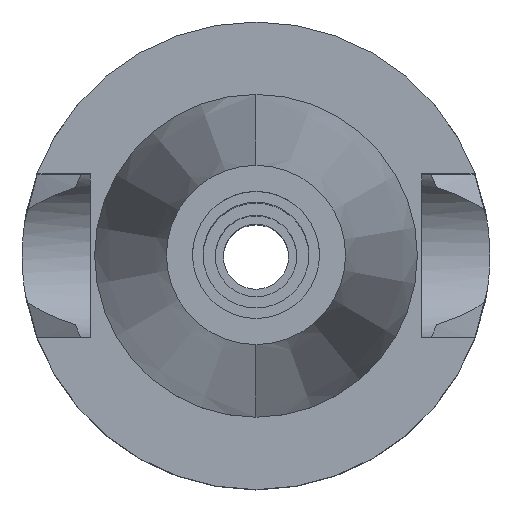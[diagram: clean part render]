
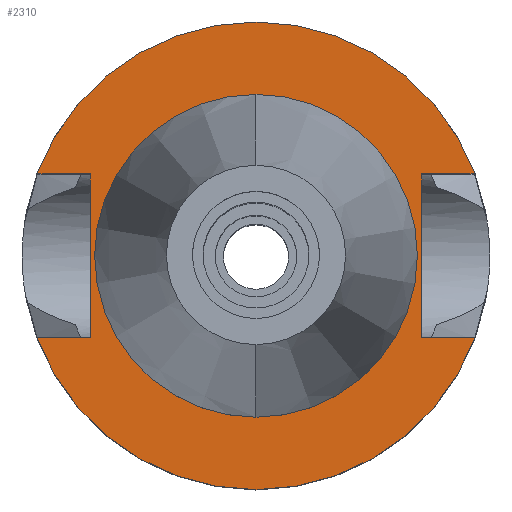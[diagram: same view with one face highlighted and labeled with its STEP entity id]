
A CAD part, top view. The second image highlights one B-rep face of the part: STEP entity #2310.
In plain terms, the highlighted planar face has unit normal (0, 0, 1).
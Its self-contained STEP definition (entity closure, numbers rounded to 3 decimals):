
#34 = ORIENTED_EDGE ( 'NONE', *, *, #1670, .F. ) ;
#63 = ORIENTED_EDGE ( 'NONE', *, *, #2425, .F. ) ;
#180 = EDGE_LOOP ( 'NONE', ( #2343, #1645 ) ) ;
#229 = CARTESIAN_POINT ( 'NONE',  ( 0., 0., -1. ) ) ;
#246 = CARTESIAN_POINT ( 'NONE',  ( 21.545, -8.05, -1. ) ) ;
#265 = DIRECTION ( 'NONE',  ( 0., 1., 0. ) ) ;
#272 = CARTESIAN_POINT ( 'NONE',  ( -16.3, 8.05, -1. ) ) ;
#355 = VERTEX_POINT ( 'NONE', #246 ) ;
#362 = VERTEX_POINT ( 'NONE', #2840 ) ;
#440 = PLANE ( 'NONE',  #2752 ) ;
#450 = VERTEX_POINT ( 'NONE', #3079 ) ;
#454 = AXIS2_PLACEMENT_3D ( 'NONE', #229, #2134, #2882 ) ;
#492 = EDGE_CURVE ( 'NONE', #1547, #792, #1159, .T. ) ;
#547 = ORIENTED_EDGE ( 'NONE', *, *, #1569, .F. ) ;
#569 = DIRECTION ( 'NONE',  ( 1., 0., 0. ) ) ;
#600 = AXIS2_PLACEMENT_3D ( 'NONE', #1062, #2785, #3027 ) ;
#611 = DIRECTION ( 'NONE',  ( 0., -1., 0. ) ) ;
#689 = VERTEX_POINT ( 'NONE', #2240 ) ;
#692 = LINE ( 'NONE', #2793, #1582 ) ;
#730 = LINE ( 'NONE', #272, #939 ) ;
#768 = VECTOR ( 'NONE', #1489, 1000. ) ;
#776 = VERTEX_POINT ( 'NONE', #1399 ) ;
#792 = VERTEX_POINT ( 'NONE', #2615 ) ;
#868 = CARTESIAN_POINT ( 'NONE',  ( 0., 15.875, -1. ) ) ;
#875 = FACE_BOUND ( 'NONE', #180, .T. ) ;
#904 = EDGE_CURVE ( 'NONE', #776, #355, #2711, .T. ) ;
#921 = CARTESIAN_POINT ( 'NONE',  ( 0., 0., -1. ) ) ;
#922 = CARTESIAN_POINT ( 'NONE',  ( 0., 0., -1. ) ) ;
#925 = ORIENTED_EDGE ( 'NONE', *, *, #904, .F. ) ;
#939 = VECTOR ( 'NONE', #1199, 1000. ) ;
#1062 = CARTESIAN_POINT ( 'NONE',  ( 0., 0., -1. ) ) ;
#1094 = EDGE_CURVE ( 'NONE', #1439, #792, #2959, .T. ) ;
#1107 = CARTESIAN_POINT ( 'NONE',  ( -16.3, -8.05, -1. ) ) ;
#1136 = DIRECTION ( 'NONE',  ( 0., 0., -1. ) ) ;
#1159 = CIRCLE ( 'NONE', #2456, 23. ) ;
#1199 = DIRECTION ( 'NONE',  ( -1., 0., 0. ) ) ;
#1281 = CARTESIAN_POINT ( 'NONE',  ( 16.3, 8.05, -1. ) ) ;
#1369 = CARTESIAN_POINT ( 'NONE',  ( -16.3, -8.05, -1. ) ) ;
#1395 = ORIENTED_EDGE ( 'NONE', *, *, #1094, .T. ) ;
#1399 = CARTESIAN_POINT ( 'NONE',  ( 16.3, -8.05, -1. ) ) ;
#1439 = VERTEX_POINT ( 'NONE', #1281 ) ;
#1489 = DIRECTION ( 'NONE',  ( 1., 0., 0. ) ) ;
#1547 = VERTEX_POINT ( 'NONE', #2353 ) ;
#1558 = ORIENTED_EDGE ( 'NONE', *, *, #3063, .T. ) ;
#1569 = EDGE_CURVE ( 'NONE', #1439, #776, #692, .T. ) ;
#1576 = VERTEX_POINT ( 'NONE', #868 ) ;
#1582 = VECTOR ( 'NONE', #2582, 1000. ) ;
#1606 = EDGE_CURVE ( 'NONE', #1576, #450, #2617, .T. ) ;
#1608 = DIRECTION ( 'NONE',  ( 0., 1., 0. ) ) ;
#1623 = VECTOR ( 'NONE', #569, 1000. ) ;
#1634 = CARTESIAN_POINT ( 'NONE',  ( 0., 0., -1. ) ) ;
#1645 = ORIENTED_EDGE ( 'NONE', *, *, #2136, .F. ) ;
#1670 = EDGE_CURVE ( 'NONE', #355, #362, #2056, .T. ) ;
#1710 = CARTESIAN_POINT ( 'NONE',  ( 16.3, -8.05, -1. ) ) ;
#1753 = CARTESIAN_POINT ( 'NONE',  ( 16.3, 8.05, -1. ) ) ;
#1795 = EDGE_CURVE ( 'NONE', #689, #1547, #730, .T. ) ;
#1834 = DIRECTION ( 'NONE',  ( 0., 0., 1. ) ) ;
#1885 = DIRECTION ( 'NONE',  ( 0., 1., 0. ) ) ;
#1940 = ORIENTED_EDGE ( 'NONE', *, *, #1795, .F. ) ;
#1996 = VECTOR ( 'NONE', #3013, 1000. ) ;
#2023 = AXIS2_PLACEMENT_3D ( 'NONE', #921, #1834, #1885 ) ;
#2056 = CIRCLE ( 'NONE', #600, 23. ) ;
#2134 = DIRECTION ( 'NONE',  ( 0., 0., 1. ) ) ;
#2136 = EDGE_CURVE ( 'NONE', #450, #1576, #2489, .T. ) ;
#2152 = DIRECTION ( 'NONE',  ( 0., 0., -1. ) ) ;
#2240 = CARTESIAN_POINT ( 'NONE',  ( -16.3, 8.05, -1. ) ) ;
#2309 = VECTOR ( 'NONE', #1608, 1000. ) ;
#2310 = ADVANCED_FACE ( 'NONE', ( #3026, #875 ), #440, .F. ) ;
#2343 = ORIENTED_EDGE ( 'NONE', *, *, #1606, .F. ) ;
#2353 = CARTESIAN_POINT ( 'NONE',  ( -21.545, 8.05, -1. ) ) ;
#2425 = EDGE_CURVE ( 'NONE', #2510, #689, #2594, .T. ) ;
#2456 = AXIS2_PLACEMENT_3D ( 'NONE', #922, #2152, #265 ) ;
#2489 = CIRCLE ( 'NONE', #454, 15.875 ) ;
#2510 = VERTEX_POINT ( 'NONE', #1369 ) ;
#2582 = DIRECTION ( 'NONE',  ( 0., -1., 0. ) ) ;
#2594 = LINE ( 'NONE', #2808, #2309 ) ;
#2615 = CARTESIAN_POINT ( 'NONE',  ( 21.545, 8.05, -1. ) ) ;
#2617 = CIRCLE ( 'NONE', #2023, 15.875 ) ;
#2673 = EDGE_LOOP ( 'NONE', ( #1558, #34, #925, #547, #1395, #2879, #1940, #63 ) ) ;
#2711 = LINE ( 'NONE', #1710, #1623 ) ;
#2752 = AXIS2_PLACEMENT_3D ( 'NONE', #1634, #1136, #611 ) ;
#2785 = DIRECTION ( 'NONE',  ( 0., 0., -1. ) ) ;
#2793 = CARTESIAN_POINT ( 'NONE',  ( 16.3, 8.05, -1. ) ) ;
#2808 = CARTESIAN_POINT ( 'NONE',  ( -16.3, -8.05, -1. ) ) ;
#2840 = CARTESIAN_POINT ( 'NONE',  ( -21.545, -8.05, -1. ) ) ;
#2879 = ORIENTED_EDGE ( 'NONE', *, *, #492, .F. ) ;
#2882 = DIRECTION ( 'NONE',  ( 0., -1., 0. ) ) ;
#2959 = LINE ( 'NONE', #1753, #768 ) ;
#2962 = LINE ( 'NONE', #1107, #1996 ) ;
#3013 = DIRECTION ( 'NONE',  ( -1., 0., 0. ) ) ;
#3026 = FACE_OUTER_BOUND ( 'NONE', #2673, .T. ) ;
#3027 = DIRECTION ( 'NONE',  ( 0., -1., 0. ) ) ;
#3063 = EDGE_CURVE ( 'NONE', #2510, #362, #2962, .T. ) ;
#3079 = CARTESIAN_POINT ( 'NONE',  ( 0., -15.875, -1. ) ) ;
